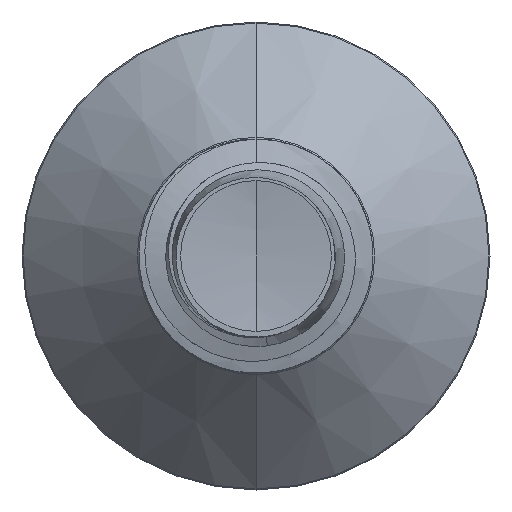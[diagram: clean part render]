
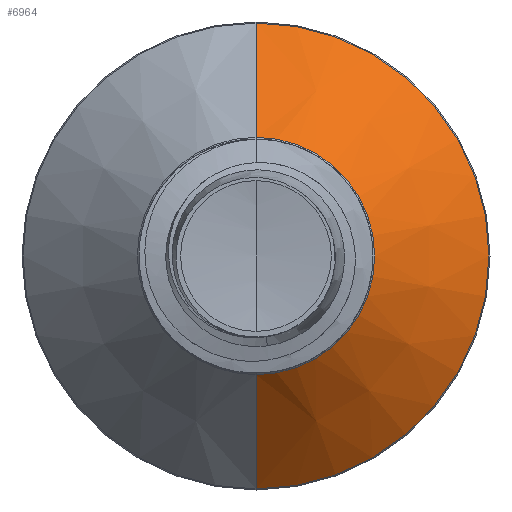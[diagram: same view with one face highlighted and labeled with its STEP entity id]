
A CAD part, front view. The second image highlights one B-rep face of the part: STEP entity #6964.
In plain terms, the highlighted conical face has half-angle 45 degrees and reference radius 1.522 mm.
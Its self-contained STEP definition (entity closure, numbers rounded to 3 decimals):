
#183 = ORIENTED_EDGE ( 'NONE', *, *, #20002, .F. ) ;
#1028 = CONICAL_SURFACE ( 'NONE', #2914, 1.522, 0.785 ) ;
#1278 = VERTEX_POINT ( 'NONE', #3890 ) ;
#1382 = CARTESIAN_POINT ( 'NONE',  ( 0., 10.437, 2.987 ) ) ;
#1521 = LINE ( 'NONE', #4562, #10353 ) ;
#1612 = VERTEX_POINT ( 'NONE', #1382 ) ;
#2063 = ORIENTED_EDGE ( 'NONE', *, *, #9297, .F. ) ;
#2914 = AXIS2_PLACEMENT_3D ( 'NONE', #21101, #19371, #12499 ) ;
#3890 = CARTESIAN_POINT ( 'NONE',  ( 0., 8.972, -1.522 ) ) ;
#4434 = CARTESIAN_POINT ( 'NONE',  ( 0., 10.437, -2.987 ) ) ;
#4562 = CARTESIAN_POINT ( 'NONE',  ( 0., 8.972, 1.522 ) ) ;
#5903 = EDGE_CURVE ( 'NONE', #1278, #15651, #12368, .T. ) ;
#5922 = CARTESIAN_POINT ( 'NONE',  ( 0., 10.437, 0. ) ) ;
#6126 = CIRCLE ( 'NONE', #15032, 1.522 ) ;
#6535 = AXIS2_PLACEMENT_3D ( 'NONE', #5922, #18233, #7777 ) ;
#6964 = ADVANCED_FACE ( 'NONE', ( #11573 ), #1028, .T. ) ;
#7648 = VECTOR ( 'NONE', #13036, 1000. ) ;
#7777 = DIRECTION ( 'NONE',  ( 0., 0., 1. ) ) ;
#8789 = DIRECTION ( 'NONE',  ( 0., 1., 0. ) ) ;
#9297 = EDGE_CURVE ( 'NONE', #1612, #15651, #13972, .T. ) ;
#10064 = DIRECTION ( 'NONE',  ( 0., 0.707, 0.707 ) ) ;
#10353 = VECTOR ( 'NONE', #10064, 1000. ) ;
#11573 = FACE_OUTER_BOUND ( 'NONE', #12767, .T. ) ;
#12169 = VERTEX_POINT ( 'NONE', #12948 ) ;
#12368 = LINE ( 'NONE', #14706, #7648 ) ;
#12499 = DIRECTION ( 'NONE',  ( 0., 0., 1. ) ) ;
#12767 = EDGE_LOOP ( 'NONE', ( #17291, #16958, #2063, #183 ) ) ;
#12948 = CARTESIAN_POINT ( 'NONE',  ( 0., 8.972, 1.522 ) ) ;
#13036 = DIRECTION ( 'NONE',  ( 0., 0.707, -0.707 ) ) ;
#13972 = CIRCLE ( 'NONE', #6535, 2.987 ) ;
#14500 = EDGE_CURVE ( 'NONE', #12169, #1278, #6126, .T. ) ;
#14706 = CARTESIAN_POINT ( 'NONE',  ( 0., 8.972, -1.522 ) ) ;
#15032 = AXIS2_PLACEMENT_3D ( 'NONE', #19197, #8789, #20929 ) ;
#15651 = VERTEX_POINT ( 'NONE', #4434 ) ;
#16958 = ORIENTED_EDGE ( 'NONE', *, *, #5903, .T. ) ;
#17291 = ORIENTED_EDGE ( 'NONE', *, *, #14500, .T. ) ;
#18233 = DIRECTION ( 'NONE',  ( 0., 1., 0. ) ) ;
#19197 = CARTESIAN_POINT ( 'NONE',  ( 0., 8.972, 0. ) ) ;
#19371 = DIRECTION ( 'NONE',  ( 0., 1., 0. ) ) ;
#20002 = EDGE_CURVE ( 'NONE', #12169, #1612, #1521, .T. ) ;
#20929 = DIRECTION ( 'NONE',  ( 0., 0., 1. ) ) ;
#21101 = CARTESIAN_POINT ( 'NONE',  ( 0., 8.972, 0. ) ) ;
